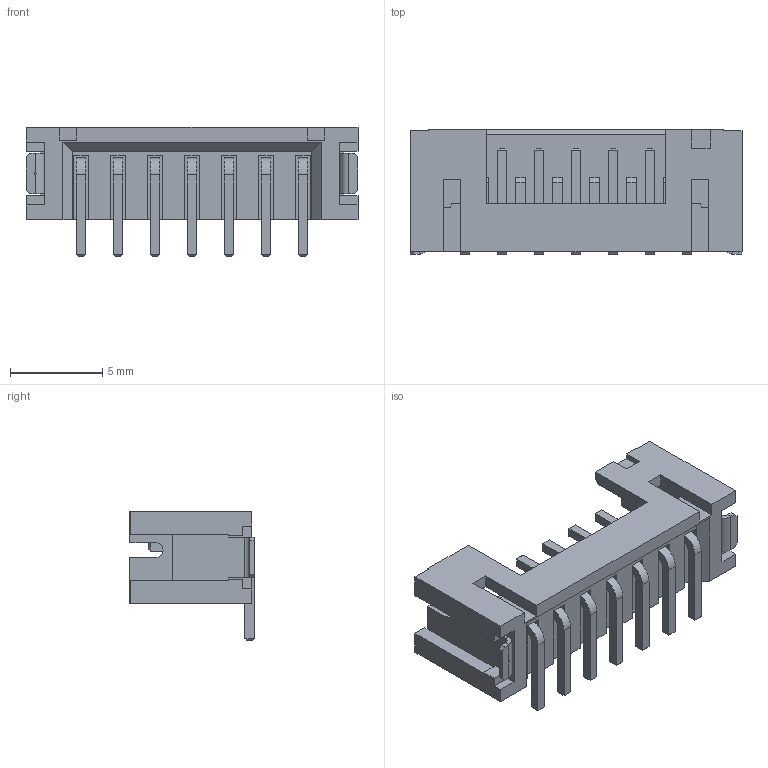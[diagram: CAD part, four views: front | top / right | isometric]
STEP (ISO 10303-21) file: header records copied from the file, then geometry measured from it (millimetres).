
FILE_DESCRIPTION (( 'STEP AP214' ), '1' );
FILE_NAME ('JST-B7B-PH-SM4-TB.STEP', '2020-12-29T21:48:22', ( '' ), ( '' ), 'SwSTEP 2.0', 'SolidWorks 2020', '' );
FILE_SCHEMA (( 'AUTOMOTIVE_DESIGN' ));
Length unit declared in the file: millimetre
Products named in the file (1): JST-B7B-PH-SM4-TB
Bounding box: 17.95 x 6.72 x 7 mm (x, y, z)
Volume: 293.1 mm3; surface area: 740.7 mm2
Topology: 1 solids, 1 shells, 360 faces, 932 edges, 584 vertices
Faces by surface type: plane 324, bspline 28, cylinder 8
Entity records: 15437 total; most frequent: CARTESIAN_POINT 2877, ORIENTED_EDGE 1864, DIRECTION 1640, EDGE_CURVE 932, LINE 886, VECTOR 886, VERTEX_POINT 584, AXIS2_PLACEMENT_3D 377
